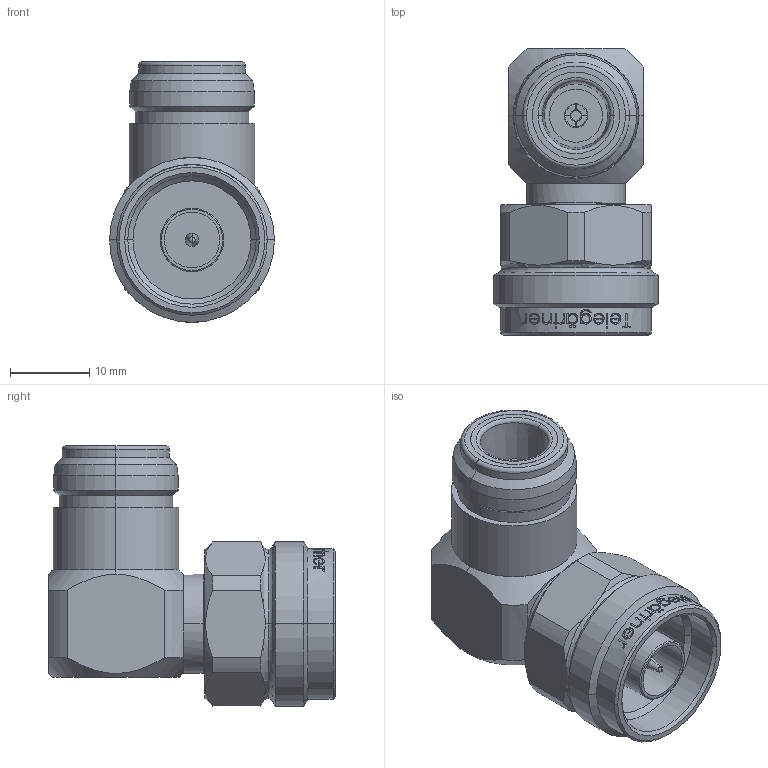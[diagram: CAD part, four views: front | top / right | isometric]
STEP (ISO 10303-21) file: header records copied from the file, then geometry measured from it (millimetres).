
FILE_DESCRIPTION (( 'STEP AP214' ), '1' );
FILE_NAME ('J01024J1096.STEP', '2015-09-21T11:51:41', ( 'Wartung' ), ( '' ), 'SwSTEP 2.0', 'SolidWorks 2015', '' );
FILE_SCHEMA (( 'AUTOMOTIVE_DESIGN' ));
Length unit declared in the file: millimetre
Products named in the file (1): J01024J1096
Bounding box: 20.8 x 36.2 x 32.9 mm (x, y, z)
Volume: 9686.6 mm3; surface area: 4999.1 mm2
Topology: 1 solids, 1 shells, 317 faces, 791 edges, 510 vertices
Faces by surface type: plane 107, bspline 78, cylinder 74, cone 44, torus 12, sphere 2
Entity records: 16020 total; most frequent: CARTESIAN_POINT 5490, ORIENTED_EDGE 1582, DIRECTION 1273, EDGE_CURVE 791, VERTEX_POINT 510, AXIS2_PLACEMENT_3D 467, EDGE_LOOP 351, VECTOR 339
